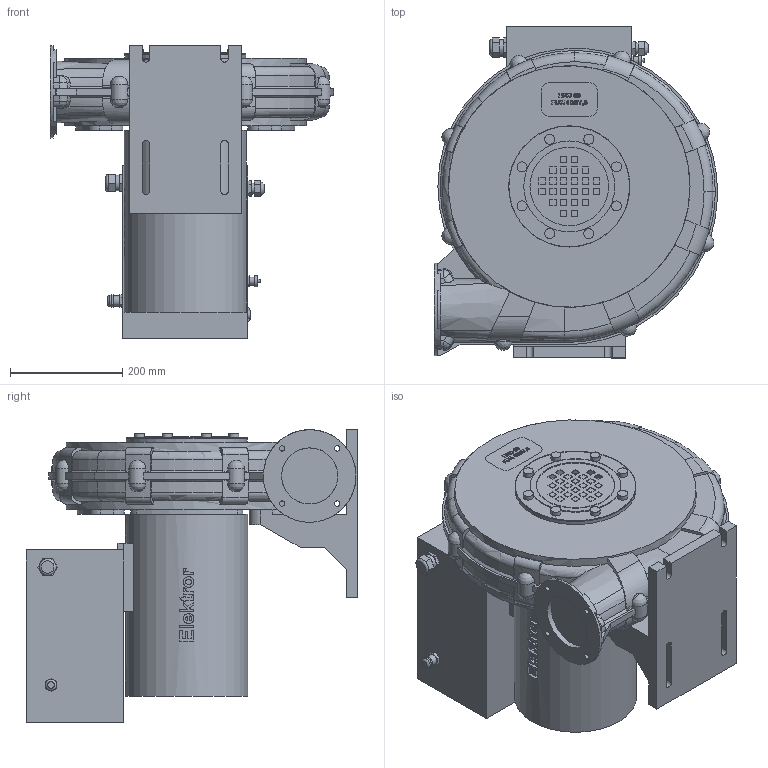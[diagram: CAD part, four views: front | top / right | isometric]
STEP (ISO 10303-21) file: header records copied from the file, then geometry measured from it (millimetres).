
FILE_DESCRIPTION((''),'2;1');
FILE_NAME('AttTemp.stp','2014-08-11T08:03:48',('Long'),(''),'Autodesk Inventor 2012','Autodesk Inventor 2012','');
FILE_SCHEMA(('AUTOMOTIVE_DESIGN { 1 0 10303 214 1 1 1 1 }'));
Length unit declared in the file: millimetre
Products named in the file (1): 01-TB-23084
Bounding box: 504 x 591 x 523.2 mm (x, y, z)
Volume: 49384401.9 mm3; surface area: 1558587.5 mm2
Topology: 1 solids, 9 shells, 1092 faces, 3062 edges, 2066 vertices
Faces by surface type: plane 683, bspline 171, cylinder 168, torus 38, cone 32
Full cylindrical faces by diameter (mm): 6.5 x1, 8.38 x8, 9.5 x4, 14 x1, 16 x1, 17.8 x8, 18 x1, 20 x3, 28 x1, 100 x1, 140 x2, 162 x1, 165 x1, 178 x1, 215 x1, 216 x1, 218 x1, 430 x2
Entity records: 39593 total; most frequent: CARTESIAN_POINT 11816, ORIENTED_EDGE 5910, DIRECTION 4776, EDGE_CURVE 2955, VERTEX_POINT 2025, VECTOR 1774, LINE 1774, AXIS2_PLACEMENT_3D 1501
